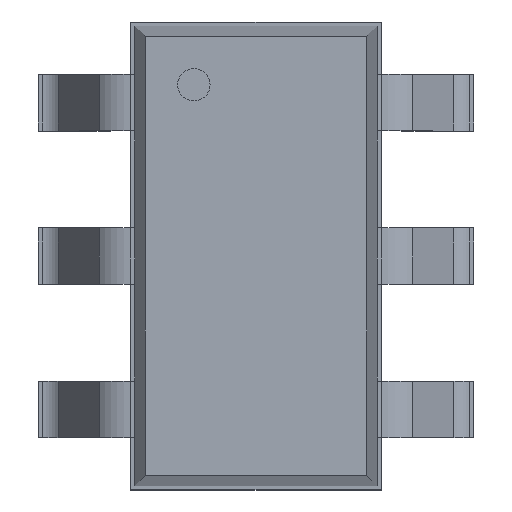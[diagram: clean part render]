
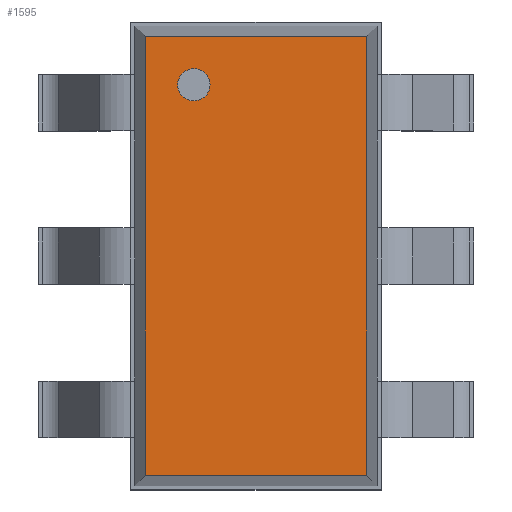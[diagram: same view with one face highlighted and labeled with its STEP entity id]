
A CAD part, top view. The second image highlights one B-rep face of the part: STEP entity #1595.
In plain terms, the highlighted planar face has unit normal (0, 0, 1).
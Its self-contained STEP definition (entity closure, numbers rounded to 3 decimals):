
#27=VECTOR('',#28,1.);
#28=DIRECTION('',(0.,-1.,0.));
#80=VECTOR('',#81,1.);
#81=DIRECTION('',(1.,0.,0.));
#87=VECTOR('',#88,1.);
#88=DIRECTION('',(0.,1.,0.));
#92=VECTOR('',#93,1.);
#93=DIRECTION('',(-1.,0.,0.));
#96=DIRECTION('',(0.,0.,-1.));
#930=VERTEX_POINT('',#931);
#931=CARTESIAN_POINT('',(0.685,1.36,1.175));
#933=ORIENTED_EDGE('',*,*,#934,.F.);
#934=EDGE_CURVE('',#935,#930,#937,.T.);
#935=VERTEX_POINT('',#936);
#936=CARTESIAN_POINT('',(0.685,-1.36,1.175));
#937=LINE('',#936,#87);
#948=VERTEX_POINT('',#949);
#949=CARTESIAN_POINT('',(-0.685,1.36,1.175));
#951=ORIENTED_EDGE('',*,*,#952,.F.);
#952=EDGE_CURVE('',#930,#948,#953,.T.);
#953=LINE('',#931,#92);
#971=VERTEX_POINT('',#972);
#972=CARTESIAN_POINT('',(-0.685,-1.36,1.175));
#974=ORIENTED_EDGE('',*,*,#975,.F.);
#975=EDGE_CURVE('',#948,#971,#976,.T.);
#976=LINE('',#949,#27);
#1213=ORIENTED_EDGE('',*,*,#1214,.F.);
#1214=EDGE_CURVE('',#971,#935,#1215,.T.);
#1215=LINE('',#972,#80);
#1595=ADVANCED_FACE('',(#1596,#1598),#1608,.F.);
#1596=FACE_BOUND('',#1597,.F.);
#1597=EDGE_LOOP('',(#974,#951,#933,#1213));
#1598=FACE_BOUND('',#1599,.F.);
#1599=EDGE_LOOP('',(#1600));
#1600=ORIENTED_EDGE('',*,*,#1601,.F.);
#1601=EDGE_CURVE('',#1602,#1602,#1604,.T.);
#1602=VERTEX_POINT('',#1603);
#1603=CARTESIAN_POINT('',(-0.385,0.96,1.175));
#1604=CIRCLE('',#1605,0.1);
#1605=AXIS2_PLACEMENT_3D('',#1606,#1607,#28);
#1606=CARTESIAN_POINT('',(-0.385,1.06,1.175));
#1607=DIRECTION('',(0.,-0.,-1.));
#1608=PLANE('',#1609);
#1609=AXIS2_PLACEMENT_3D('',#949,#96,#1610);
#1610=DIRECTION('',(0.45,-0.893,0.));
